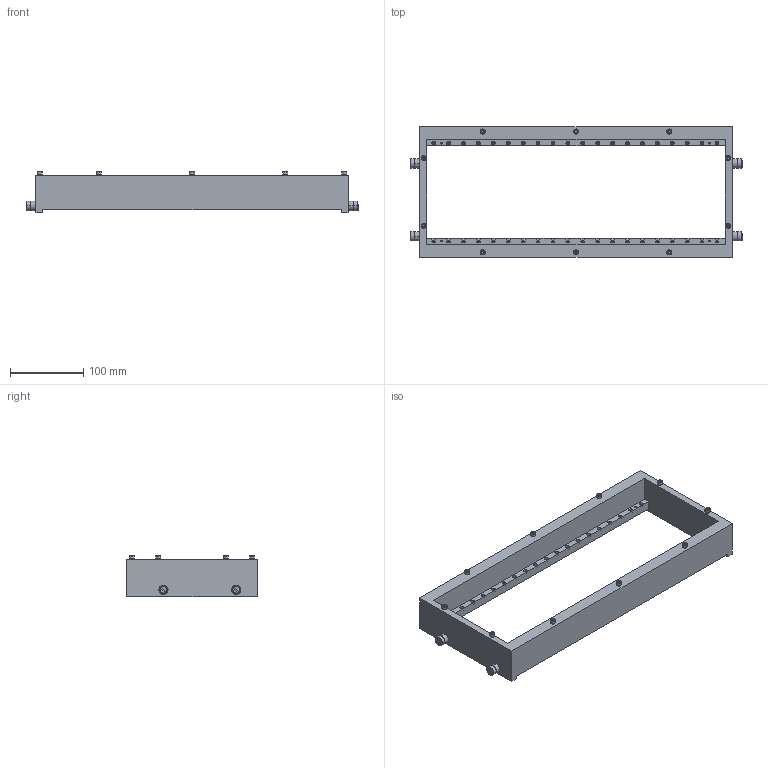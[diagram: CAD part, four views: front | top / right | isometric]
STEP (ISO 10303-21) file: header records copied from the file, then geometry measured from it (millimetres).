
FILE_DESCRIPTION (( 'STEP AP214' ), '1' );
FILE_NAME ('INGUN_113745.STEP', '2022-10-20T11:22:00', ( '' ), ( '' ), 'SwSTEP 2.0', 'SolidWorks 2021', '' );
FILE_SCHEMA (( 'AUTOMOTIVE_DESIGN' ));
Length unit declared in the file: millimetre
Products named in the file (3): DIN912~n_M04,0x010; INGUN_113745; 113743~0_S
Assembly tree (11 placements, depth 2):
  INGUN_113745
    113743~0_S
    DIN912~n_M04,0x010  x10
Bounding box: 452.37 x 177.29 x 56.8 mm (x, y, z)
Volume: 903204.1 mm3; surface area: 173671.7 mm2
Topology: 11 solids, 11 shells, 765 faces, 1916 edges, 1227 vertices
Faces by surface type: cylinder 440, plane 190, cone 135
Entity records: 15560 total; most frequent: DIRECTION 2878, CARTESIAN_POINT 2636, ORIENTED_EDGE 2514, EDGE_CURVE 1257, AXIS2_PLACEMENT_3D 1119, VERTEX_POINT 813, EDGE_LOOP 650, VECTOR 640
